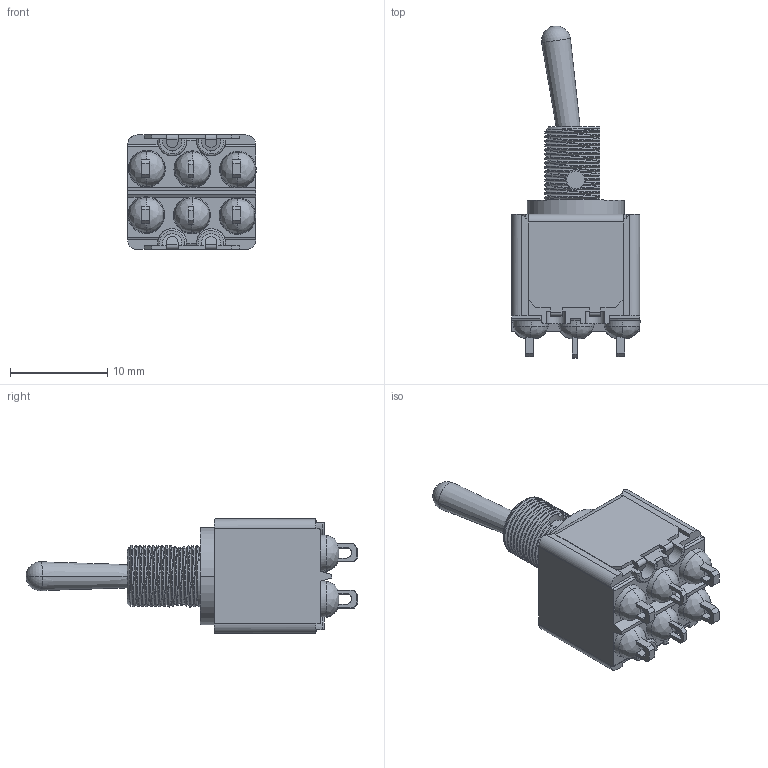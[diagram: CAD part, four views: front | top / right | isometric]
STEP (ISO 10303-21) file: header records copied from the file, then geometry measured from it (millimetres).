
FILE_DESCRIPTION((''),'2;1');
FILE_NAME('5642ADGX408','2014-12-22T',('brevel'),(''),'PRO/ENGINEER BY PARAMETRIC TECHNOLOGY CORPORATION, 2013410','PRO/ENGINEER BY PARAMETRIC TECHNOLOGY CORPORATION, 2013410','');
FILE_SCHEMA(('CONFIG_CONTROL_DESIGN'));
Length unit declared in the file: millimetre
Products named in the file (1): 5642ADGX408
Bounding box: 13.28 x 34.21 x 11.85 mm (x, y, z)
Surface area: 1717.7 mm2 (no closed solid volume)
Topology: 0 solids, 7 shells, 334 faces, 1091 edges, 720 vertices
Faces by surface type: plane 173, cylinder 71, bspline 66, torus 16, cone 6, sphere 2
Entity records: 18628 total; most frequent: CARTESIAN_POINT 9893, ORIENTED_EDGE 2056, DIRECTION 1454, EDGE_CURVE 1077, VERTEX_POINT 720, VECTOR 506, LINE 506, AXIS2_PLACEMENT_3D 474
